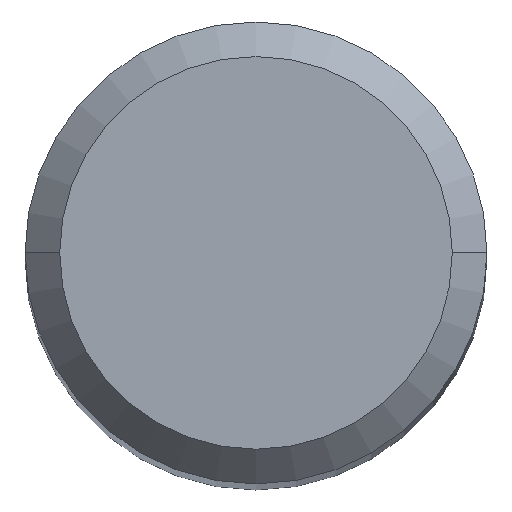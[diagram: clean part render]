
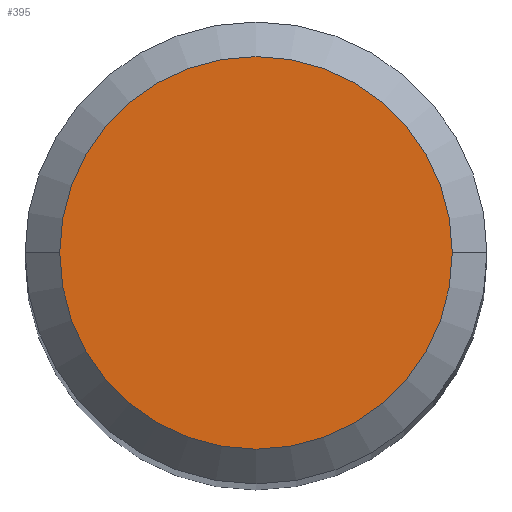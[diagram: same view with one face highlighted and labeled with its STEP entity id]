
A CAD part, top view. The second image highlights one B-rep face of the part: STEP entity #395.
In plain terms, the highlighted planar face has unit normal (0, 0, 1).
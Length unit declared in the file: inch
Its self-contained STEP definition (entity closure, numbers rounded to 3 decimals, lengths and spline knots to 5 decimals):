
#24 = AXIS2_PLACEMENT_3D ( 'NONE', #440, #484, #446 ) ;
#59 = AXIS2_PLACEMENT_3D ( 'NONE', #295, #358, #481 ) ;
#101 = CIRCLE ( 'NONE', #24, 0.10625 ) ;
#144 = DIRECTION ( 'NONE',  ( 0., 0., 1. ) ) ;
#181 = CARTESIAN_POINT ( 'NONE',  ( 0.10625, 0., 0. ) ) ;
#254 = CIRCLE ( 'NONE', #268, 0.10625 ) ;
#268 = AXIS2_PLACEMENT_3D ( 'NONE', #434, #144, #442 ) ;
#280 = VERTEX_POINT ( 'NONE', #181 ) ;
#289 = ORIENTED_EDGE ( 'NONE', *, *, #334, .T. ) ;
#295 = CARTESIAN_POINT ( 'NONE',  ( 0., 0., 0. ) ) ;
#311 = ORIENTED_EDGE ( 'NONE', *, *, #344, .T. ) ;
#314 = VERTEX_POINT ( 'NONE', #320 ) ;
#320 = CARTESIAN_POINT ( 'NONE',  ( -0.10625, 0., 0. ) ) ;
#321 = PLANE ( 'NONE',  #59 ) ;
#334 = EDGE_CURVE ( 'NONE', #280, #314, #101, .T. ) ;
#344 = EDGE_CURVE ( 'NONE', #314, #280, #254, .T. ) ;
#356 = FACE_OUTER_BOUND ( 'NONE', #466, .T. ) ;
#358 = DIRECTION ( 'NONE',  ( 0., 0., -1. ) ) ;
#395 = ADVANCED_FACE ( 'NONE', ( #356 ), #321, .F. ) ;
#434 = CARTESIAN_POINT ( 'NONE',  ( 0., 0., 0. ) ) ;
#440 = CARTESIAN_POINT ( 'NONE',  ( 0., 0., 0. ) ) ;
#442 = DIRECTION ( 'NONE',  ( 1., 0., 0. ) ) ;
#446 = DIRECTION ( 'NONE',  ( 1., 0., 0. ) ) ;
#466 = EDGE_LOOP ( 'NONE', ( #311, #289 ) ) ;
#481 = DIRECTION ( 'NONE',  ( -1., 0., 0. ) ) ;
#484 = DIRECTION ( 'NONE',  ( 0., 0., 1. ) ) ;
